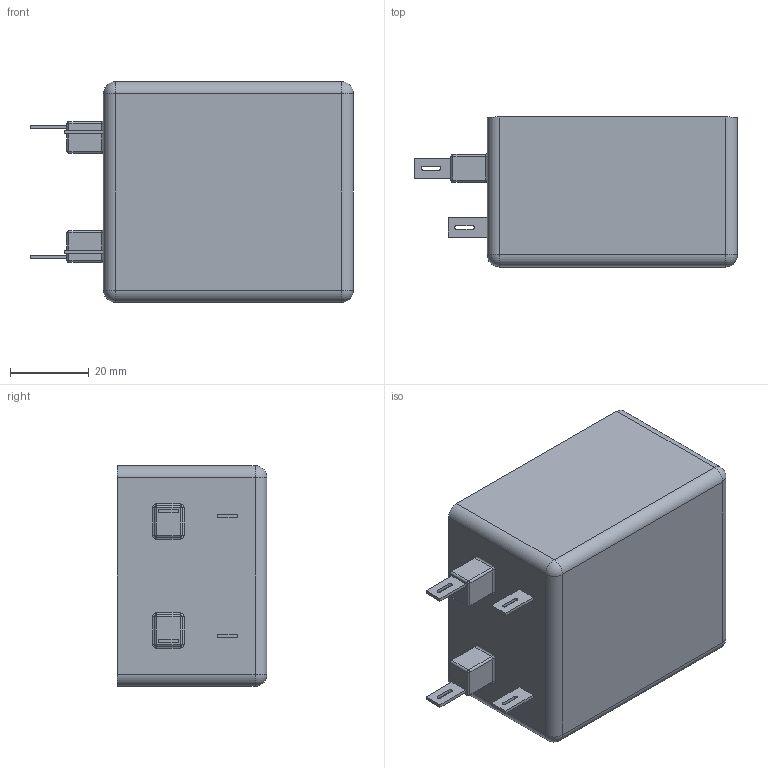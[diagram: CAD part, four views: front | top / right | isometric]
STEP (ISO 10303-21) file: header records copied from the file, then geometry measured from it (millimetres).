
FILE_DESCRIPTION (( 'STEP AP214' ), '1' );
FILE_NAME ('ENF_KGLM_L82W56H38.STEP', '2018-09-25T15:07:43', ( '' ), ( '' ), 'SwSTEP 2.0', 'SolidWorks 2014', '' );
FILE_SCHEMA (( 'AUTOMOTIVE_DESIGN' ));
Length unit declared in the file: millimetre
Products named in the file (1): ENF_KGLM_L82W56H38
Bounding box: 82 x 38.01 x 56 mm (x, y, z)
Volume: 129244.6 mm3; surface area: 18580.3 mm2
Topology: 1 solids, 1 shells, 206 faces, 514 edges, 313 vertices
Faces by surface type: plane 123, cylinder 63, sphere 12, torus 8
Entity records: 7657 total; most frequent: CARTESIAN_POINT 1058, DIRECTION 1013, ORIENTED_EDGE 1004, EDGE_CURVE 502, VECTOR 381, LINE 381, AXIS2_PLACEMENT_3D 316, VERTEX_POINT 313
